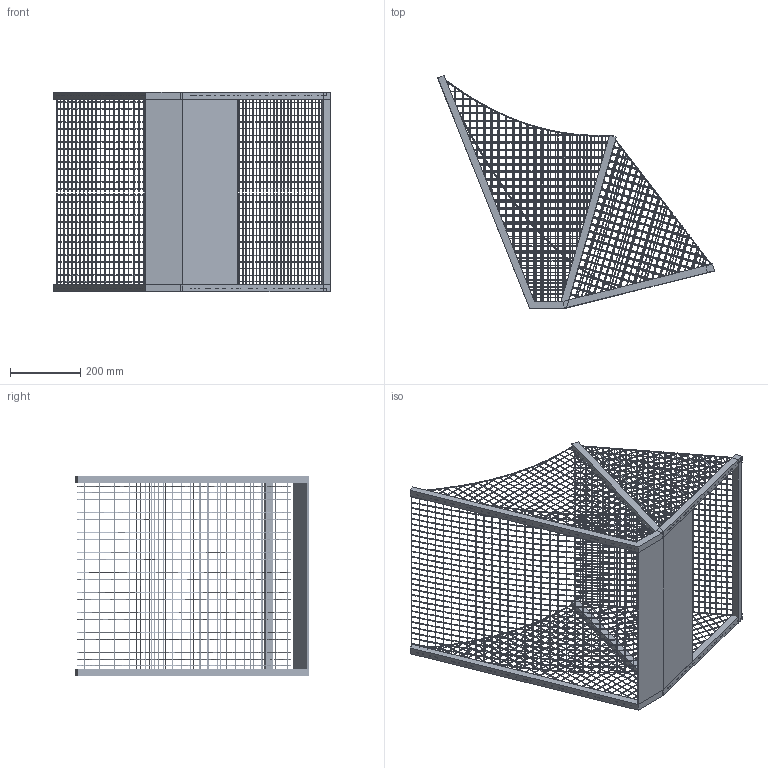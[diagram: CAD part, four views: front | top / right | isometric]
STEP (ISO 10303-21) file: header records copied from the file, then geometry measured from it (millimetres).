
FILE_DESCRIPTION(/* description */ (''),/* implementation_level */ '2;1');
FILE_NAME(/* name */ 'basket.step',/* time_stamp */ '2020-02-07T04:01:46+06:00',/* author */ (''),/* organization */ (''),/* preprocessor_version */ 'ST-DEVELOPER v18',/* originating_system */ 'Autodesk Translation Framework v8.12.0.6',/* authorisation */ '');
FILE_SCHEMA (('AUTOMOTIVE_DESIGN { 1 0 10303 214 3 1 1 }'));
Products named in the file (302): (Unsaved); Component2; Component3; Component4; Component5; Component6; Component7; Component8; Component9; Component10; Component11; Component12; Component13; Component14; Component15; Component16; Component17; Component18; Component19; Component20; Component21; Component22; Component23; Component24; Component25; Component26; Component27; Component28; Component29; Component30; Component31; Component32; Component33; Component34; Component35; Component36; Component37; Component38; Component39; Component40 ...
Assembly tree (303 placements, depth 2):
  (Unsaved)
    Component66  x2
    Component1  x2
    Component2
    Component3
    Component4
    Component5
    Component6
    Component7
    Component8
    Component9
    Component10
    Component11
    Component12
    Component13
    Component14
    Component15
    Component16
    Component17
    Component18
    Component19
    Component20
    Component21
    Component22
    Component23
    Component24
    Component25
    Component26
    Component27
    Component28
    Component29
    Component30
    Component31
    Component32
    Component33
    Component34
    Component35
    Component36
    Component37
    Component38
    Component39
    Component40
    Component41
    Component42
    Component43
    Component44
    Component45
    Component46
    Component47
    Component48
    Component49
    Component50
    Component51
    Component52
    Component53
    Component54
    Component55
    Component56
    Component57
    Component58
Bounding box: 788.69 x 664.17 x 570 mm (x, y, z)
Volume: 2405959.1 mm3; surface area: 1506182.9 mm2
Topology: 360 solids, 360 shells, 1385 faces, 2437 edges, 1715 vertices
Faces by surface type: plane 909, cylinder 378, bspline 98
Full cylindrical faces by diameter (mm): 1 x61, 1.977 x35, 2 x281
Entity records: 54111 total; most frequent: CARTESIAN_POINT 17328, DIRECTION 7202, ORIENTED_EDGE 4810, AXIS2_PLACEMENT_3D 3089, EDGE_CURVE 2405, VERTEX_POINT 1693, EDGE_LOOP 1434, FACE_OUTER_BOUND 1369
